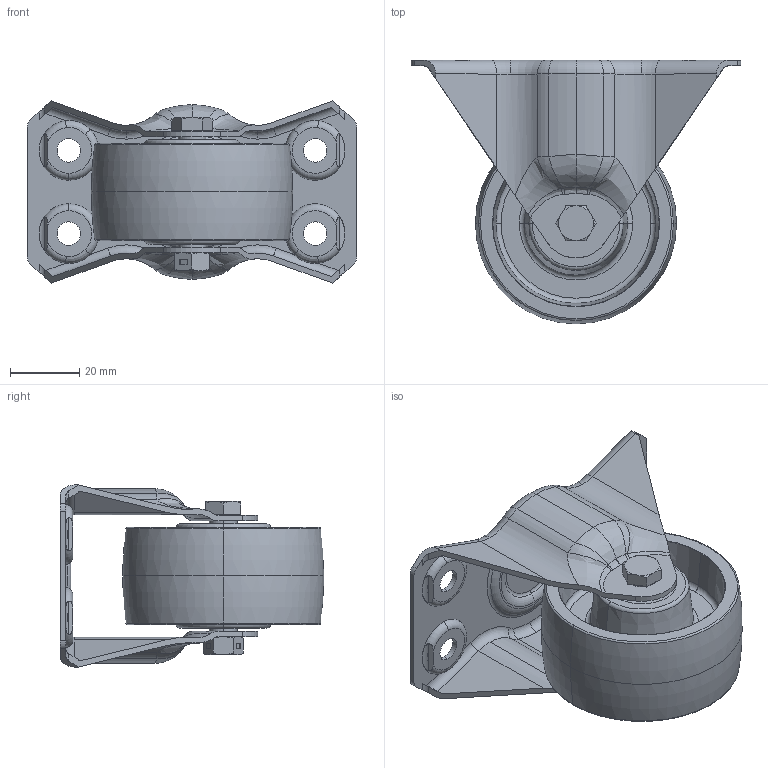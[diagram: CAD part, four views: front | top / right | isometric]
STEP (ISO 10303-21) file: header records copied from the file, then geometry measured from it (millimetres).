
FILE_DESCRIPTION (( 'STEP AP214' ), '1' );
FILE_NAME ('0012134_B-IS-PALZ-058-R-schwarz_(A-03).step', '2020-02-05T10:42:00', ( '' ), ( '' ), 'SwSTEP 2.0', 'SolidWorks 2018', '' );
FILE_SCHEMA (( 'AUTOMOTIVE_DESIGN' ));
Length unit declared in the file: millimetre
Products named in the file (1): 0012134_B-IS-PALZ-058-R-schwarz_(A-03)
Bounding box: 95 x 76 x 52.5 mm (x, y, z)
Volume: 61010.6 mm3; surface area: 43329.1 mm2
Topology: 6 solids, 6 shells, 357 faces, 846 edges, 513 vertices
Faces by surface type: torus 96, plane 92, cylinder 86, bspline 42, cone 33, sphere 8
Entity records: 16866 total; most frequent: CARTESIAN_POINT 4800, DIRECTION 1729, ORIENTED_EDGE 1692, EDGE_CURVE 846, AXIS2_PLACEMENT_3D 741, VERTEX_POINT 513, CIRCLE 425, EDGE_LOOP 389
